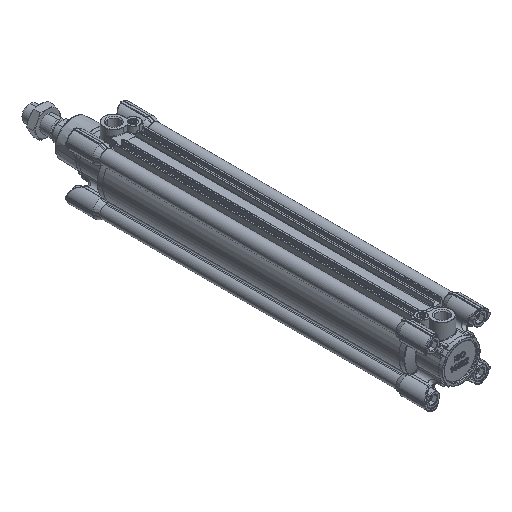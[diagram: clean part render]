
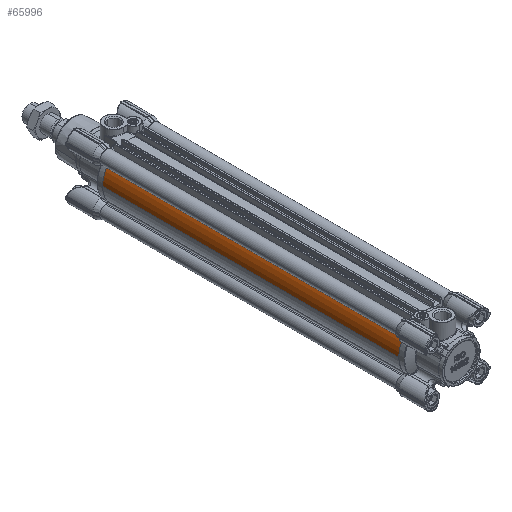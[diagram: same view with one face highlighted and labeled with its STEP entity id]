
A CAD part, isometric view. The second image highlights one B-rep face of the part: STEP entity #65996.
In plain terms, the highlighted cylindrical face has radius 27 mm (diameter 54 mm), a partial arc.
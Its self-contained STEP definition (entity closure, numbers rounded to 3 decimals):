
#120 = VECTOR ( 'NONE', #148374, 1000. ) ;
#1372 = CIRCLE ( 'NONE', #126895, 27. ) ;
#8719 = CARTESIAN_POINT ( 'NONE',  ( -27., 281., 0. ) ) ;
#13505 = CARTESIAN_POINT ( 'NONE',  ( -27., 325., 0. ) ) ;
#20740 = CARTESIAN_POINT ( 'NONE',  ( 0., 31., 0. ) ) ;
#24255 = AXIS2_PLACEMENT_3D ( 'NONE', #20740, #112954, #69096 ) ;
#24948 = CARTESIAN_POINT ( 'NONE',  ( -22.483, 325., 14.95 ) ) ;
#28484 = CARTESIAN_POINT ( 'NONE',  ( 0., 325., 0. ) ) ;
#40021 = VERTEX_POINT ( 'NONE', #100335 ) ;
#41294 = DIRECTION ( 'NONE',  ( 0., -1., 0. ) ) ;
#41424 = DIRECTION ( 'NONE',  ( 0., 1., 0. ) ) ;
#63994 = ORIENTED_EDGE ( 'NONE', *, *, #128941, .F. ) ;
#65996 = ADVANCED_FACE ( 'NONE', ( #75461 ), #121546, .T. ) ;
#67854 = CARTESIAN_POINT ( 'NONE',  ( 0., 281., 0. ) ) ;
#69096 = DIRECTION ( 'NONE',  ( 1., 0., 0. ) ) ;
#71636 = VERTEX_POINT ( 'NONE', #24948 ) ;
#75461 = FACE_OUTER_BOUND ( 'NONE', #96268, .T. ) ;
#86075 = CARTESIAN_POINT ( 'NONE',  ( -22.483, 281., 14.95 ) ) ;
#87358 = DIRECTION ( 'NONE',  ( 1., 0., 0. ) ) ;
#89395 = CIRCLE ( 'NONE', #24255, 27. ) ;
#96268 = EDGE_LOOP ( 'NONE', ( #115613, #63994, #113111, #132651 ) ) ;
#96657 = LINE ( 'NONE', #86075, #135696 ) ;
#97403 = DIRECTION ( 'NONE',  ( 0., 1., 0. ) ) ;
#97971 = EDGE_CURVE ( 'NONE', #40021, #124049, #102441, .T. ) ;
#100335 = CARTESIAN_POINT ( 'NONE',  ( -27., 31., 0. ) ) ;
#102231 = EDGE_CURVE ( 'NONE', #71636, #124049, #1372, .T. ) ;
#102441 = LINE ( 'NONE', #8719, #120 ) ;
#109379 = CARTESIAN_POINT ( 'NONE',  ( -22.483, 31., 14.95 ) ) ;
#112954 = DIRECTION ( 'NONE',  ( 0., -1., 0. ) ) ;
#113111 = ORIENTED_EDGE ( 'NONE', *, *, #113919, .T. ) ;
#113919 = EDGE_CURVE ( 'NONE', #139606, #71636, #96657, .T. ) ;
#115613 = ORIENTED_EDGE ( 'NONE', *, *, #97971, .F. ) ;
#121546 = CYLINDRICAL_SURFACE ( 'NONE', #128197, 27. ) ;
#122279 = DIRECTION ( 'NONE',  ( -1., 0., 0. ) ) ;
#124049 = VERTEX_POINT ( 'NONE', #13505 ) ;
#126895 = AXIS2_PLACEMENT_3D ( 'NONE', #28484, #41294, #87358 ) ;
#128197 = AXIS2_PLACEMENT_3D ( 'NONE', #67854, #41424, #122279 ) ;
#128941 = EDGE_CURVE ( 'NONE', #139606, #40021, #89395, .T. ) ;
#132651 = ORIENTED_EDGE ( 'NONE', *, *, #102231, .T. ) ;
#135696 = VECTOR ( 'NONE', #97403, 1000. ) ;
#139606 = VERTEX_POINT ( 'NONE', #109379 ) ;
#148374 = DIRECTION ( 'NONE',  ( 0., 1., 0. ) ) ;
